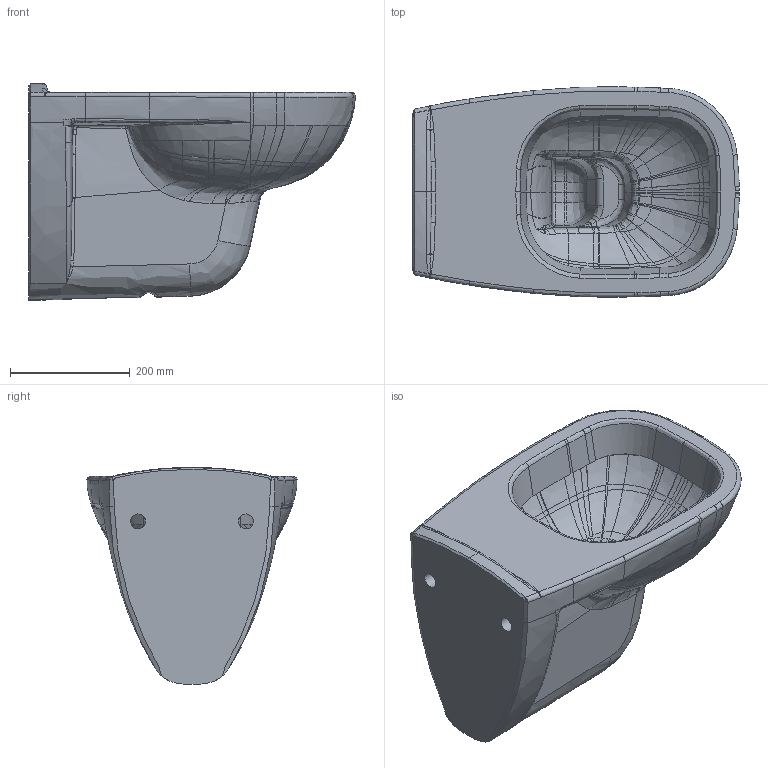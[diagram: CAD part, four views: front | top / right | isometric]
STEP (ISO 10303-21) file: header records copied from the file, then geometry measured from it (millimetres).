
FILE_DESCRIPTION((''),'2;1');
FILE_NAME('253509_1.stp','2015-12-21T16:59:55',('Administrator'),(''),'Autodesk Inventor 2011','Autodesk Inventor 2011','');
FILE_SCHEMA(('CONFIG_CONTROL_DESIGN'));
Length unit declared in the file: millimetre
Products named in the file (2): 253509_1
Assembly tree (1 placements, depth 2):
  253509_1
    253509_1
Bounding box: 544.81 x 350.77 x 362 mm (x, y, z)
Volume: 18035196 mm3; surface area: 884392.6 mm2
Topology: 1 solids, 1 shells, 815 faces, 1944 edges, 1088 vertices
Faces by surface type: bspline 767, plane 24, cylinder 16, cone 8
Full cylindrical faces by diameter (mm): 25 x2
Entity records: 117214 total; most frequent: CARTESIAN_POINT 102637, ORIENTED_EDGE 3802, EDGE_CURVE 1901, B_SPLINE_CURVE_WITH_KNOTS 1307, DIRECTION 1101, VERTEX_POINT 1085, EDGE_LOOP 822, STYLED_ITEM 816
